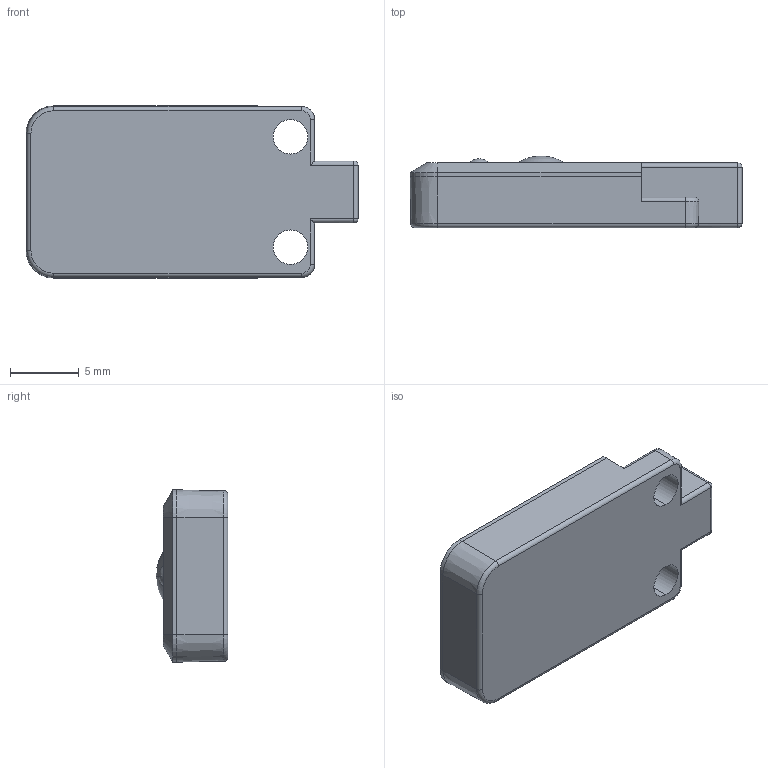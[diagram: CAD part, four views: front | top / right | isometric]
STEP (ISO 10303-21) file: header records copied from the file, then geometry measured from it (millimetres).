
FILE_DESCRIPTION((''),'2;1');
FILE_NAME('PRT0011','2020-07-17T',('admin'),(''),'PRO/ENGINEER BY PARAMETRIC TECHNOLOGY CORPORATION, 2008380','PRO/ENGINEER BY PARAMETRIC TECHNOLOGY CORPORATION, 2008380','');
FILE_SCHEMA(('CONFIG_CONTROL_DESIGN'));
Length unit declared in the file: millimetre
Products named in the file (1): PRT0011
Bounding box: 24.1 x 5.2 x 12.5 mm (x, y, z)
Volume: 723 mm3; surface area: 1381.3 mm2
Topology: 1 solids, 1 shells, 95 faces, 253 edges, 153 vertices
Faces by surface type: plane 42, cylinder 31, sphere 10, cone 6, torus 6
Entity records: 2935 total; most frequent: CARTESIAN_POINT 519, DIRECTION 517, ORIENTED_EDGE 486, EDGE_CURVE 243, AXIS2_PLACEMENT_3D 187, VERTEX_POINT 153, VECTOR 143, LINE 143
